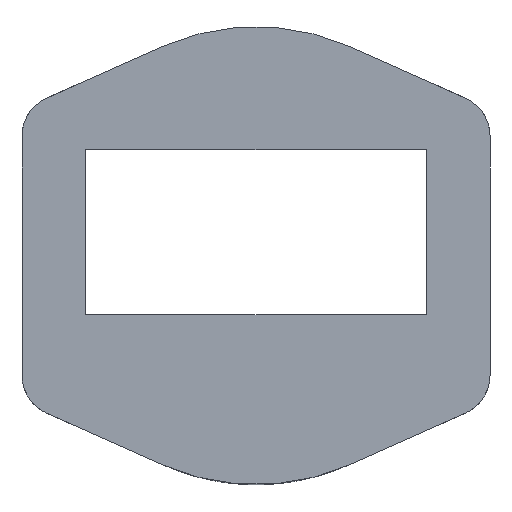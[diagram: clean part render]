
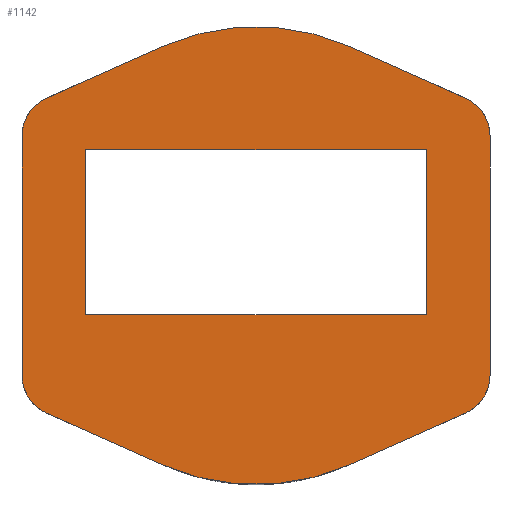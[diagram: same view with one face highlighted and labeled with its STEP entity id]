
A CAD part, front view. The second image highlights one B-rep face of the part: STEP entity #1142.
In plain terms, the highlighted planar face has unit normal (0, -1, 0).
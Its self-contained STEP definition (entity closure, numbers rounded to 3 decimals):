
#384 = VERTEX_POINT('',#385);
#385 = CARTESIAN_POINT('',(11.297,-50.,10.804));
#391 = EDGE_CURVE('',#392,#384,#394,.T.);
#392 = VERTEX_POINT('',#393);
#393 = CARTESIAN_POINT('',(-11.297,-50.,10.804));
#394 = CIRCLE('',#395,27.75);
#395 = AXIS2_PLACEMENT_3D('',#396,#397,#398);
#396 = CARTESIAN_POINT('',(0.,-50.,36.15));
#397 = DIRECTION('',(0.,-1.,0.));
#398 = DIRECTION('',(1.,0.,0.));
#463 = EDGE_CURVE('',#392,#464,#466,.T.);
#464 = VERTEX_POINT('',#465);
#465 = CARTESIAN_POINT('',(-25.386,-50.,17.083));
#466 = LINE('',#467,#468);
#467 = CARTESIAN_POINT('',(-11.297,-50.,10.804));
#468 = VECTOR('',#469,1.);
#469 = DIRECTION('',(-0.913,0.,0.407));
#586 = EDGE_CURVE('',#587,#589,#591,.T.);
#587 = VERTEX_POINT('',#588);
#588 = CARTESIAN_POINT('',(-11.297,-50.,61.496));
#589 = VERTEX_POINT('',#590);
#590 = CARTESIAN_POINT('',(-25.386,-50.,55.217));
#591 = LINE('',#592,#593);
#592 = CARTESIAN_POINT('',(-11.297,-50.,61.496));
#593 = VECTOR('',#594,1.);
#594 = DIRECTION('',(-0.913,0.,-0.407));
#643 = VERTEX_POINT('',#644);
#644 = CARTESIAN_POINT('',(11.297,-50.,61.496));
#652 = EDGE_CURVE('',#643,#587,#653,.T.);
#653 = CIRCLE('',#654,27.75);
#654 = AXIS2_PLACEMENT_3D('',#655,#656,#657);
#655 = CARTESIAN_POINT('',(0.,-50.,36.15));
#656 = DIRECTION('',(0.,-1.,0.));
#657 = DIRECTION('',(1.,0.,0.));
#691 = EDGE_CURVE('',#643,#692,#694,.T.);
#692 = VERTEX_POINT('',#693);
#693 = CARTESIAN_POINT('',(25.386,-50.,55.217));
#694 = LINE('',#695,#696);
#695 = CARTESIAN_POINT('',(11.297,-50.,61.496));
#696 = VECTOR('',#697,1.);
#697 = DIRECTION('',(0.913,0.,-0.407));
#841 = EDGE_CURVE('',#384,#842,#844,.T.);
#842 = VERTEX_POINT('',#843);
#843 = CARTESIAN_POINT('',(25.386,-50.,17.083));
#844 = LINE('',#845,#846);
#845 = CARTESIAN_POINT('',(11.297,-50.,10.804));
#846 = VECTOR('',#847,1.);
#847 = DIRECTION('',(0.913,0.,0.407));
#1142 = ADVANCED_FACE('',(#1143,#1199),#1233,.F.);
#1143 = FACE_BOUND('',#1144,.F.);
#1144 = EDGE_LOOP('',(#1145,#1146,#1147,#1156,#1164,#1171,#1172,#1173,
    #1174,#1183,#1191,#1198));
#1145 = ORIENTED_EDGE('',*,*,#652,.F.);
#1146 = ORIENTED_EDGE('',*,*,#691,.T.);
#1147 = ORIENTED_EDGE('',*,*,#1148,.F.);
#1148 = EDGE_CURVE('',#1149,#692,#1151,.T.);
#1149 = VERTEX_POINT('',#1150);
#1150 = CARTESIAN_POINT('',(28.35,-50.,50.65));
#1151 = CIRCLE('',#1152,5.);
#1152 = AXIS2_PLACEMENT_3D('',#1153,#1154,#1155);
#1153 = CARTESIAN_POINT('',(23.35,-50.,50.65));
#1154 = DIRECTION('',(0.,-1.,0.));
#1155 = DIRECTION('',(1.,0.,0.));
#1156 = ORIENTED_EDGE('',*,*,#1157,.F.);
#1157 = EDGE_CURVE('',#1158,#1149,#1160,.T.);
#1158 = VERTEX_POINT('',#1159);
#1159 = CARTESIAN_POINT('',(28.35,-50.,21.65));
#1160 = LINE('',#1161,#1162);
#1161 = CARTESIAN_POINT('',(28.35,-50.,21.65));
#1162 = VECTOR('',#1163,1.);
#1163 = DIRECTION('',(0.,0.,1.));
#1164 = ORIENTED_EDGE('',*,*,#1165,.F.);
#1165 = EDGE_CURVE('',#842,#1158,#1166,.T.);
#1166 = CIRCLE('',#1167,5.);
#1167 = AXIS2_PLACEMENT_3D('',#1168,#1169,#1170);
#1168 = CARTESIAN_POINT('',(23.35,-50.,21.65));
#1169 = DIRECTION('',(0.,-1.,0.));
#1170 = DIRECTION('',(1.,0.,0.));
#1171 = ORIENTED_EDGE('',*,*,#841,.F.);
#1172 = ORIENTED_EDGE('',*,*,#391,.F.);
#1173 = ORIENTED_EDGE('',*,*,#463,.T.);
#1174 = ORIENTED_EDGE('',*,*,#1175,.F.);
#1175 = EDGE_CURVE('',#1176,#464,#1178,.T.);
#1176 = VERTEX_POINT('',#1177);
#1177 = CARTESIAN_POINT('',(-28.35,-50.,21.65));
#1178 = CIRCLE('',#1179,5.);
#1179 = AXIS2_PLACEMENT_3D('',#1180,#1181,#1182);
#1180 = CARTESIAN_POINT('',(-23.35,-50.,21.65));
#1181 = DIRECTION('',(0.,-1.,0.));
#1182 = DIRECTION('',(1.,0.,0.));
#1183 = ORIENTED_EDGE('',*,*,#1184,.F.);
#1184 = EDGE_CURVE('',#1185,#1176,#1187,.T.);
#1185 = VERTEX_POINT('',#1186);
#1186 = CARTESIAN_POINT('',(-28.35,-50.,50.65));
#1187 = LINE('',#1188,#1189);
#1188 = CARTESIAN_POINT('',(-28.35,-50.,50.65));
#1189 = VECTOR('',#1190,1.);
#1190 = DIRECTION('',(0.,0.,-1.));
#1191 = ORIENTED_EDGE('',*,*,#1192,.F.);
#1192 = EDGE_CURVE('',#589,#1185,#1193,.T.);
#1193 = CIRCLE('',#1194,5.);
#1194 = AXIS2_PLACEMENT_3D('',#1195,#1196,#1197);
#1195 = CARTESIAN_POINT('',(-23.35,-50.,50.65));
#1196 = DIRECTION('',(0.,-1.,0.));
#1197 = DIRECTION('',(1.,0.,0.));
#1198 = ORIENTED_EDGE('',*,*,#586,.F.);
#1199 = FACE_BOUND('',#1200,.F.);
#1200 = EDGE_LOOP('',(#1201,#1211,#1219,#1227));
#1201 = ORIENTED_EDGE('',*,*,#1202,.T.);
#1202 = EDGE_CURVE('',#1203,#1205,#1207,.T.);
#1203 = VERTEX_POINT('',#1204);
#1204 = CARTESIAN_POINT('',(-20.6,-50.,48.985));
#1205 = VERTEX_POINT('',#1206);
#1206 = CARTESIAN_POINT('',(-20.6,-50.,28.985));
#1207 = LINE('',#1208,#1209);
#1208 = CARTESIAN_POINT('',(-20.6,-50.,48.985));
#1209 = VECTOR('',#1210,1.);
#1210 = DIRECTION('',(0.,0.,-1.));
#1211 = ORIENTED_EDGE('',*,*,#1212,.T.);
#1212 = EDGE_CURVE('',#1205,#1213,#1215,.T.);
#1213 = VERTEX_POINT('',#1214);
#1214 = CARTESIAN_POINT('',(20.6,-50.,28.985));
#1215 = LINE('',#1216,#1217);
#1216 = CARTESIAN_POINT('',(-20.6,-50.,28.985));
#1217 = VECTOR('',#1218,1.);
#1218 = DIRECTION('',(1.,0.,0.));
#1219 = ORIENTED_EDGE('',*,*,#1220,.T.);
#1220 = EDGE_CURVE('',#1213,#1221,#1223,.T.);
#1221 = VERTEX_POINT('',#1222);
#1222 = CARTESIAN_POINT('',(20.6,-50.,48.985));
#1223 = LINE('',#1224,#1225);
#1224 = CARTESIAN_POINT('',(20.6,-50.,28.985));
#1225 = VECTOR('',#1226,1.);
#1226 = DIRECTION('',(0.,0.,1.));
#1227 = ORIENTED_EDGE('',*,*,#1228,.T.);
#1228 = EDGE_CURVE('',#1221,#1203,#1229,.T.);
#1229 = LINE('',#1230,#1231);
#1230 = CARTESIAN_POINT('',(20.6,-50.,48.985));
#1231 = VECTOR('',#1232,1.);
#1232 = DIRECTION('',(-1.,0.,0.));
#1233 = PLANE('',#1234);
#1234 = AXIS2_PLACEMENT_3D('',#1235,#1236,#1237);
#1235 = CARTESIAN_POINT('',(0.,-50.,36.15));
#1236 = DIRECTION('',(0.,1.,0.));
#1237 = DIRECTION('',(0.,0.,1.));
